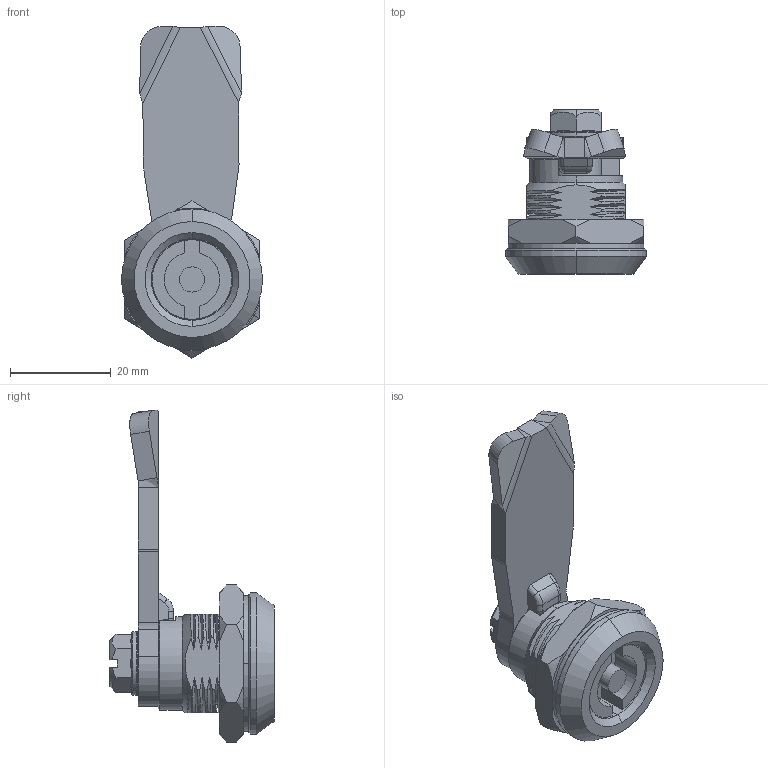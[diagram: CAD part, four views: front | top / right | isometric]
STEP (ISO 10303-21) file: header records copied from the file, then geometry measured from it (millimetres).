
FILE_DESCRIPTION (( 'STEP AP214' ), '1' );
FILE_NAME ('KY05.5.0.60.1.STEP', '2022-09-23T12:11:18', ( '' ), ( '' ), 'SwSTEP 2.0', 'SolidWorks 2021', '' );
FILE_SCHEMA (( 'AUTOMOTIVE_DESIGN' ));
Length unit declared in the file: millimetre
Products named in the file (1): KY05.5.0.60.1
Bounding box: 28 x 32.6 x 65.93 mm (x, y, z)
Surface area: 8331.8 mm2 (no closed solid volume)
Topology: 0 solids, 8 shells, 277 faces, 878 edges, 601 vertices
Faces by surface type: plane 117, cylinder 59, bspline 41, cone 32, torus 26, sphere 2
Entity records: 25855 total; most frequent: CARTESIAN_POINT 15837, ORIENTED_EDGE 1473, DIRECTION 1263, EDGE_CURVE 878, VERTEX_POINT 601, AXIS2_PLACEMENT_3D 440, VECTOR 383, LINE 383
